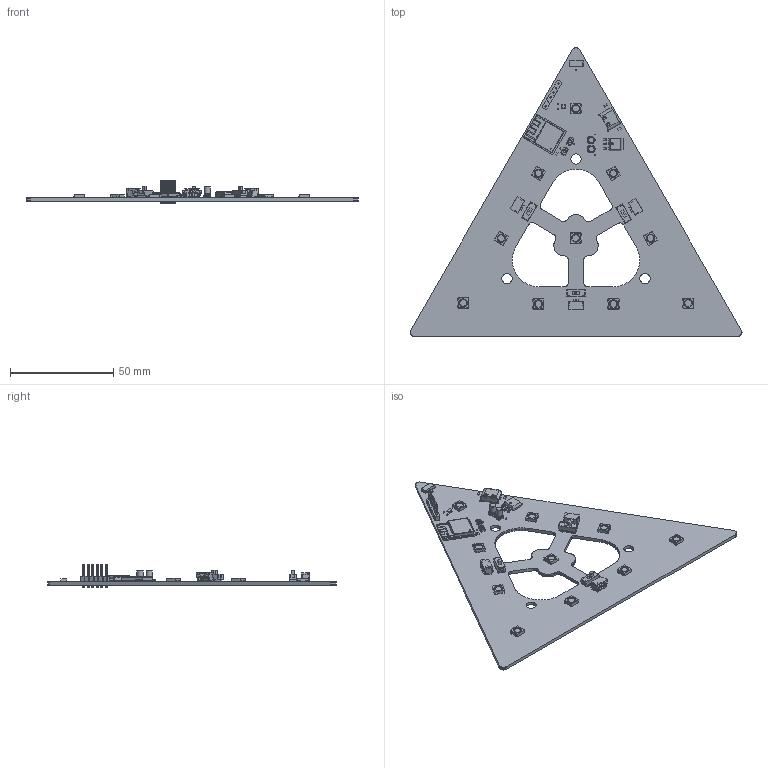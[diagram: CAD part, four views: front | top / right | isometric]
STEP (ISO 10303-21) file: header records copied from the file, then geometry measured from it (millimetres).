
FILE_DESCRIPTION(('KiCad electronic assembly'),'2;1');
FILE_NAME('nanoleaf.step','2023-11-14T22:04:24',('Pcbnew'),('Kicad'), 'Open CASCADE STEP processor 7.7','KiCad to STEP converter','Unknown' );
FILE_SCHEMA(('AUTOMOTIVE_DESIGN { 1 0 10303 214 1 1 1 1 }'));
Length unit declared in the file: millimetre
Products named in the file (28): nanoleaf 1; JST_GH_SM03B-GHS-TB_1x03-1MP_P1.25mm_Horizontal; SOLID; LED_SK6812_PLCC4_5.0x5.0mm_P3.2mm; R_0603_1608Metric; C_Elec_3x5.4; COMPOUND; VEML7700-TT; C_0201_0603Metric; ESP32-C3-MINI-1; TO-252-3_TabPin2; SW_SPST_B3U-1000P; JS202011JCQN; USB_C_Receptacle_Molex_217179; SOT-353_SC-70-5; PinHeader_1x06_P2.54mm_Vertical; nanoleaf PCB
Assembly tree (50 placements, depth 3):
  nanoleaf 1
    JST_GH_SM03B-GHS-TB_1x03-1MP_P1.25mm_Horizontal  x3
      SOLID
    LED_SK6812_PLCC4_5.0x5.0mm_P3.2mm  x10
      SOLID
    R_0603_1608Metric  x3
      SOLID
    C_Elec_3x5.4  x2
      COMPOUND
    VEML7700-TT
      COMPOUND
    C_0201_0603Metric  x7
      SOLID
    ESP32-C3-MINI-1
      COMPOUND
    TO-252-3_TabPin2
      SOLID
    SW_SPST_B3U-1000P  x2
      SOLID
    JS202011JCQN  x3
      COMPOUND
    USB_C_Receptacle_Molex_217179
      COMPOUND
    SOT-353_SC-70-5
      SOLID
    PinHeader_1x06_P2.54mm_Vertical
      SOLID
    nanoleaf PCB
Bounding box: 161.03 x 139.99 x 11.54 mm (x, y, z)
Volume: 17151.6 mm3; surface area: 25819.7 mm2
Topology: 418 solids, 419 shells, 7353 faces, 18591 edges, 12054 vertices
Faces by surface type: plane 5256, cylinder 1793, sphere 146, bspline 91, torus 42, cone 23, revolution 2
Full cylindrical faces by diameter (mm): 0.02 x2, 0.65 x2, 1 x7, 1.5 x2, 3 x4, 3.333 x10, 5 x3
Entity records: 357429 total; most frequent: CARTESIAN_POINT 78155, DIRECTION 50929, LINE 33376, VECTOR 33376, ORIENTED_EDGE 26376, PCURVE 26376, DEFINITIONAL_REPRESENTATION 26376, EDGE_CURVE 13188
